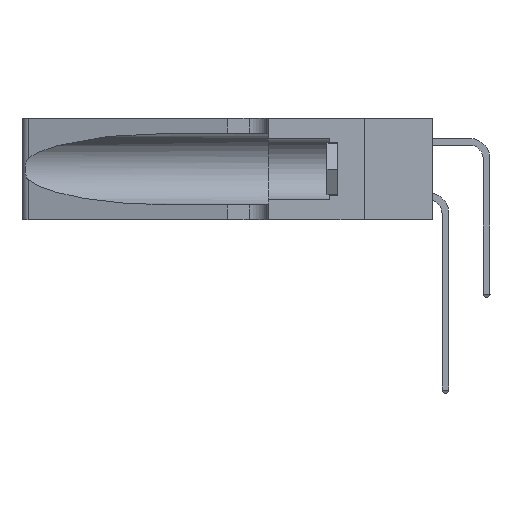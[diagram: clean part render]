
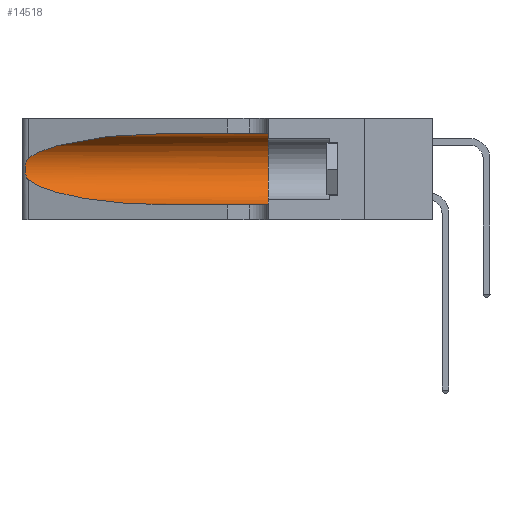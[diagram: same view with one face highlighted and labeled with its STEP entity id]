
A CAD part, left-side view. The second image highlights one B-rep face of the part: STEP entity #14518.
In plain terms, the highlighted cylindrical face has radius 3.308 mm (diameter 6.617 mm), a partial arc.
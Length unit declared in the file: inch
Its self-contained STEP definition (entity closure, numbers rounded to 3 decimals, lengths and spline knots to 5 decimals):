
#7 = CARTESIAN_POINT ( 'NONE',  ( 0.1305, 0.72297, 0.05475 ) ) ;
#265 = CARTESIAN_POINT ( 'NONE',  ( 0.25487, 1.22718, 0.14631 ) ) ;
#511 = DIRECTION ( 'NONE',  ( 0., -1., 0. ) ) ;
#1151 = EDGE_CURVE ( 'NONE', #15656, #20752, #11117, .T. ) ;
#1786 = EDGE_LOOP ( 'NONE', ( #15569, #8006, #3718, #23831, #8643, #27125 ) ) ;
#1830 = CARTESIAN_POINT ( 'NONE',  ( 0.25487, 1.22718, 0.22369 ) ) ;
#2426 = CARTESIAN_POINT ( 'NONE',  ( 0.25854, 1.2359, 0.20912 ) ) ;
#2711 = CARTESIAN_POINT ( 'NONE',  ( 0.26075, 1.23896, 0.19203 ) ) ;
#3578 = DIRECTION ( 'NONE',  ( 0., -1., 0. ) ) ;
#3718 = ORIENTED_EDGE ( 'NONE', *, *, #1151, .T. ) ;
#4369 = VERTEX_POINT ( 'NONE', #14104 ) ;
#4856 = CARTESIAN_POINT ( 'NONE',  ( 0.25639, 1.23184, 0.21858 ) ) ;
#4990 = CARTESIAN_POINT ( 'NONE',  ( 0.18966, 0.96281, 0.31525 ) ) ;
#5077 = B_SPLINE_CURVE_WITH_KNOTS ( 'NONE', 3,
 ( #24739, #13464, #4856, #7180, #2426, #9004, #2711, #15705, #6907, #18317, #13557, #11381, #25006, #265 ),
 .UNSPECIFIED., .F., .F.,
 ( 4, 2, 2, 2, 2, 2, 4 ),
 ( 0., 0.00027, 0.00053, 0.00107, 0.0016, 0.00187, 0.00214 ),
 .UNSPECIFIED. ) ;
#5268 = CARTESIAN_POINT ( 'NONE',  ( 0.2373, 1.15595, 0.28018 ) ) ;
#5568 = VECTOR ( 'NONE', #3578, 39.37008 ) ;
#5848 = VERTEX_POINT ( 'NONE', #23997 ) ;
#6907 = CARTESIAN_POINT ( 'NONE',  ( 0.26017, 1.23833, 0.17102 ) ) ;
#7004 = CARTESIAN_POINT ( 'NONE',  ( 0.25487, 1.22718, 0.14631 ) ) ;
#7180 = CARTESIAN_POINT ( 'NONE',  ( 0.25787, 1.23484, 0.2124 ) ) ;
#7277 = DIRECTION ( 'NONE',  ( 0., -1., 0. ) ) ;
#7434 = EDGE_CURVE ( 'NONE', #4369, #12937, #18769, .T. ) ;
#8006 = ORIENTED_EDGE ( 'NONE', *, *, #26823, .T. ) ;
#8643 = ORIENTED_EDGE ( 'NONE', *, *, #7434, .F. ) ;
#9004 = CARTESIAN_POINT ( 'NONE',  ( 0.26018, 1.23835, 0.19895 ) ) ;
#9708 = CARTESIAN_POINT ( 'NONE',  ( 0.25487, 1.22718, 0.22369 ) ) ;
#11117 =( BOUNDED_CURVE ( )  B_SPLINE_CURVE ( 3, ( #7004, #26908, #13654, #7 ),
 .UNSPECIFIED., .F., .F. ) 
 B_SPLINE_CURVE_WITH_KNOTS ( ( 4, 4 ),
 ( 3.44316, 4.71239 ),
 .UNSPECIFIED. ) 
 CURVE ( )  GEOMETRIC_REPRESENTATION_ITEM ( )  RATIONAL_B_SPLINE_CURVE ( ( 1., 0.87, 0.87, 1. ) ) 
 REPRESENTATION_ITEM ( '' )  );
#11381 = CARTESIAN_POINT ( 'NONE',  ( 0.25639, 1.23186, 0.15144 ) ) ;
#11702 = CARTESIAN_POINT ( 'NONE',  ( 0.1305, 1.61858, 0.185 ) ) ;
#12937 = VERTEX_POINT ( 'NONE', #22111 ) ;
#13081 = CARTESIAN_POINT ( 'NONE',  ( 0.1305, 0.72297, 0.05475 ) ) ;
#13464 = CARTESIAN_POINT ( 'NONE',  ( 0.25555, 1.22994, 0.2215 ) ) ;
#13557 = CARTESIAN_POINT ( 'NONE',  ( 0.25789, 1.23486, 0.15765 ) ) ;
#13654 = CARTESIAN_POINT ( 'NONE',  ( 0.18966, 0.96281, 0.05475 ) ) ;
#14104 = CARTESIAN_POINT ( 'NONE',  ( 0.1305, 0.35, 0.31525 ) ) ;
#14161 = VERTEX_POINT ( 'NONE', #1830 ) ;
#14167 = CARTESIAN_POINT ( 'NONE',  ( 0.1305, 0.72297, 0.31525 ) ) ;
#14186 = VECTOR ( 'NONE', #7277, 39.37008 ) ;
#14518 = ADVANCED_FACE ( 'NONE', ( #21346 ), #17113, .F. ) ;
#15569 = ORIENTED_EDGE ( 'NONE', *, *, #17678, .T. ) ;
#15656 = VERTEX_POINT ( 'NONE', #28028 ) ;
#15705 = CARTESIAN_POINT ( 'NONE',  ( 0.26075, 1.23896, 0.178 ) ) ;
#16285 = DIRECTION ( 'NONE',  ( 0., 0., -1. ) ) ;
#17113 = CYLINDRICAL_SURFACE ( 'NONE', #22171, 0.13025 ) ;
#17445 = LINE ( 'NONE', #21345, #5568 ) ;
#17678 = EDGE_CURVE ( 'NONE', #5848, #14161, #25877, .T. ) ;
#18317 = CARTESIAN_POINT ( 'NONE',  ( 0.25856, 1.23593, 0.16098 ) ) ;
#18660 = CARTESIAN_POINT ( 'NONE',  ( 0.1305, 0.35, 0.185 ) ) ;
#18769 = CIRCLE ( 'NONE', #25467, 0.13025 ) ;
#20752 = VERTEX_POINT ( 'NONE', #13081 ) ;
#20908 = DIRECTION ( 'NONE',  ( 0., 1., 0. ) ) ;
#21318 = DIRECTION ( 'NONE',  ( 0., 0., 1. ) ) ;
#21345 = CARTESIAN_POINT ( 'NONE',  ( 0.1305, 1.61858, 0.05475 ) ) ;
#21346 = FACE_OUTER_BOUND ( 'NONE', #1786, .T. ) ;
#21600 = EDGE_CURVE ( 'NONE', #20752, #12937, #17445, .T. ) ;
#22111 = CARTESIAN_POINT ( 'NONE',  ( 0.1305, 0.35, 0.05475 ) ) ;
#22171 = AXIS2_PLACEMENT_3D ( 'NONE', #11702, #511, #16285 ) ;
#22961 = LINE ( 'NONE', #23253, #14186 ) ;
#23253 = CARTESIAN_POINT ( 'NONE',  ( 0.1305, 1.61858, 0.31525 ) ) ;
#23831 = ORIENTED_EDGE ( 'NONE', *, *, #21600, .T. ) ;
#23997 = CARTESIAN_POINT ( 'NONE',  ( 0.1305, 0.72297, 0.31525 ) ) ;
#24739 = CARTESIAN_POINT ( 'NONE',  ( 0.25487, 1.22718, 0.22369 ) ) ;
#25006 = CARTESIAN_POINT ( 'NONE',  ( 0.25555, 1.22993, 0.14849 ) ) ;
#25467 = AXIS2_PLACEMENT_3D ( 'NONE', #18660, #20908, #21318 ) ;
#25877 =( BOUNDED_CURVE ( )  B_SPLINE_CURVE ( 3, ( #14167, #4990, #5268, #9708 ),
 .UNSPECIFIED., .F., .T. ) 
 B_SPLINE_CURVE_WITH_KNOTS ( ( 4, 4 ),
 ( 1.5708, 2.84003 ),
 .UNSPECIFIED. ) 
 CURVE ( )  GEOMETRIC_REPRESENTATION_ITEM ( )  RATIONAL_B_SPLINE_CURVE ( ( 1., 0.87, 0.87, 1. ) ) 
 REPRESENTATION_ITEM ( '' )  );
#26823 = EDGE_CURVE ( 'NONE', #14161, #15656, #5077, .T. ) ;
#26908 = CARTESIAN_POINT ( 'NONE',  ( 0.2373, 1.15595, 0.08982 ) ) ;
#27125 = ORIENTED_EDGE ( 'NONE', *, *, #27419, .F. ) ;
#27419 = EDGE_CURVE ( 'NONE', #5848, #4369, #22961, .T. ) ;
#28028 = CARTESIAN_POINT ( 'NONE',  ( 0.25487, 1.22718, 0.14631 ) ) ;
